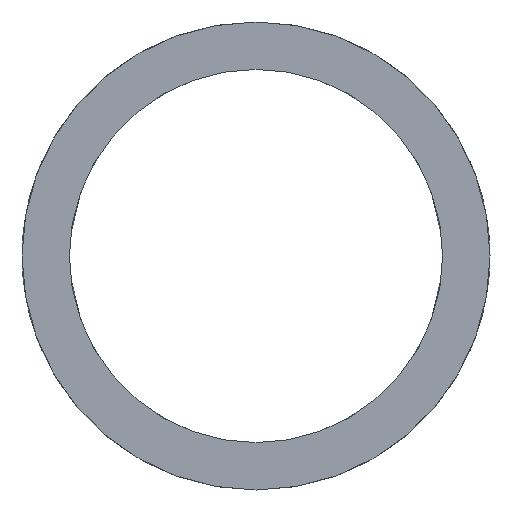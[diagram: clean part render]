
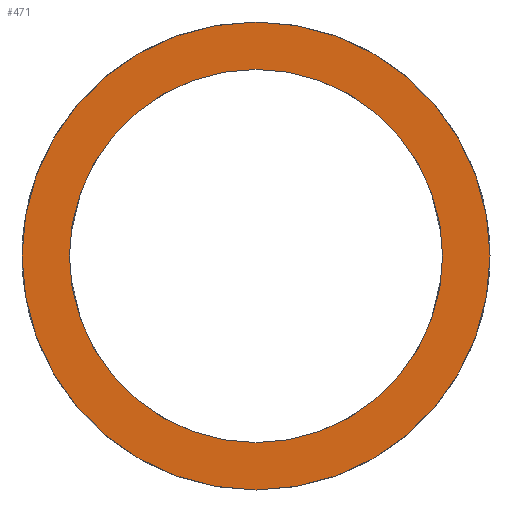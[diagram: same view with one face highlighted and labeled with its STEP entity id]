
A CAD part, front view. The second image highlights one B-rep face of the part: STEP entity #471.
In plain terms, the highlighted planar face has unit normal (0, -1, 0).
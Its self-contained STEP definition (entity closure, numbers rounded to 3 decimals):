
#15 = ORIENTED_EDGE ( 'NONE', *, *, #208, .F. ) ;
#36 = CARTESIAN_POINT ( 'NONE',  ( 9.25, -4.464, 0. ) ) ;
#70 = CARTESIAN_POINT ( 'NONE',  ( 0., -4.464, 11.6 ) ) ;
#77 = DIRECTION ( 'NONE',  ( 0., 0., 1. ) ) ;
#80 = CARTESIAN_POINT ( 'NONE',  ( 0., -4.464, 0. ) ) ;
#102 = DIRECTION ( 'NONE',  ( 0., 0., 1. ) ) ;
#103 = VERTEX_POINT ( 'NONE', #257 ) ;
#113 = DIRECTION ( 'NONE',  ( 0., 1., 0. ) ) ;
#114 = EDGE_LOOP ( 'NONE', ( #405, #15 ) ) ;
#117 = CIRCLE ( 'NONE', #572, 11.6 ) ;
#122 = PLANE ( 'NONE',  #129 ) ;
#129 = AXIS2_PLACEMENT_3D ( 'NONE', #36, #309, #77 ) ;
#134 = AXIS2_PLACEMENT_3D ( 'NONE', #296, #113, #198 ) ;
#168 = VERTEX_POINT ( 'NONE', #521 ) ;
#176 = FACE_BOUND ( 'NONE', #511, .T. ) ;
#178 = EDGE_CURVE ( 'NONE', #184, #103, #587, .T. ) ;
#181 = AXIS2_PLACEMENT_3D ( 'NONE', #80, #308, #258 ) ;
#184 = VERTEX_POINT ( 'NONE', #302 ) ;
#198 = DIRECTION ( 'NONE',  ( 0., 0., 1. ) ) ;
#208 = EDGE_CURVE ( 'NONE', #168, #305, #117, .T. ) ;
#257 = CARTESIAN_POINT ( 'NONE',  ( 0., -4.464, -9.25 ) ) ;
#258 = DIRECTION ( 'NONE',  ( 0., 0., 1. ) ) ;
#296 = CARTESIAN_POINT ( 'NONE',  ( 0., -4.464, 0. ) ) ;
#302 = CARTESIAN_POINT ( 'NONE',  ( 0., -4.464, 9.25 ) ) ;
#305 = VERTEX_POINT ( 'NONE', #70 ) ;
#308 = DIRECTION ( 'NONE',  ( 0., 1., 0. ) ) ;
#309 = DIRECTION ( 'NONE',  ( 0., 1., 0. ) ) ;
#342 = EDGE_CURVE ( 'NONE', #103, #184, #544, .T. ) ;
#359 = CIRCLE ( 'NONE', #181, 11.6 ) ;
#378 = CARTESIAN_POINT ( 'NONE',  ( 0., -4.464, 0. ) ) ;
#385 = DIRECTION ( 'NONE',  ( 0., 1., 0. ) ) ;
#405 = ORIENTED_EDGE ( 'NONE', *, *, #505, .F. ) ;
#406 = FACE_OUTER_BOUND ( 'NONE', #114, .T. ) ;
#415 = ORIENTED_EDGE ( 'NONE', *, *, #178, .T. ) ;
#471 = ADVANCED_FACE ( 'NONE', ( #406, #176 ), #122, .F. ) ;
#483 = DIRECTION ( 'NONE',  ( 0., 1., 0. ) ) ;
#505 = EDGE_CURVE ( 'NONE', #305, #168, #359, .T. ) ;
#511 = EDGE_LOOP ( 'NONE', ( #415, #553 ) ) ;
#521 = CARTESIAN_POINT ( 'NONE',  ( 0., -4.464, -11.6 ) ) ;
#528 = CARTESIAN_POINT ( 'NONE',  ( 0., -4.464, 0. ) ) ;
#544 = CIRCLE ( 'NONE', #134, 9.25 ) ;
#553 = ORIENTED_EDGE ( 'NONE', *, *, #342, .T. ) ;
#556 = AXIS2_PLACEMENT_3D ( 'NONE', #528, #483, #581 ) ;
#572 = AXIS2_PLACEMENT_3D ( 'NONE', #378, #385, #102 ) ;
#581 = DIRECTION ( 'NONE',  ( 0., 0., 1. ) ) ;
#587 = CIRCLE ( 'NONE', #556, 9.25 ) ;
